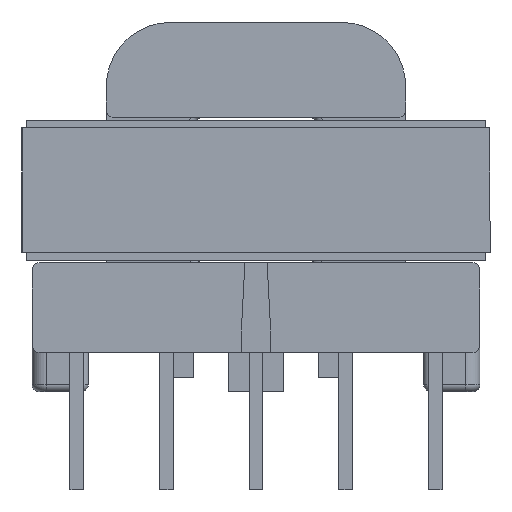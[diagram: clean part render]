
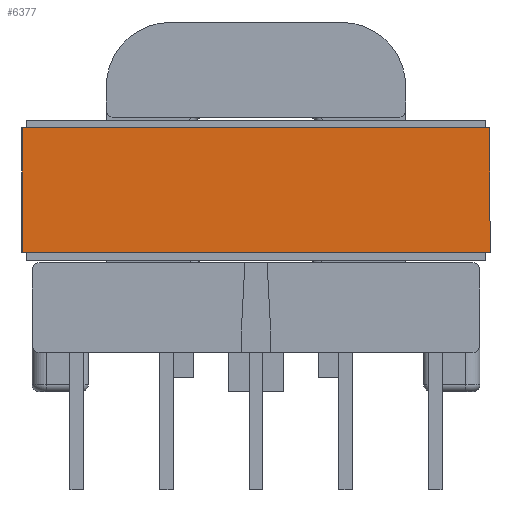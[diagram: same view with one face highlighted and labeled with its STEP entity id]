
A CAD part, left-side view. The second image highlights one B-rep face of the part: STEP entity #6377.
In plain terms, the highlighted planar face has unit normal (-1, 0, 0).
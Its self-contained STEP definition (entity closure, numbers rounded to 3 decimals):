
#636=ORIENTED_EDGE('',*,*,#2534,.F.);
#637=ORIENTED_EDGE('',*,*,#2541,.F.);
#638=ORIENTED_EDGE('',*,*,#2538,.T.);
#639=ORIENTED_EDGE('',*,*,#2542,.T.);
#2534=EDGE_CURVE('',#3496,#3497,#4132,.T.);
#2538=EDGE_CURVE('',#3501,#3500,#4136,.T.);
#2541=EDGE_CURVE('',#3501,#3496,#4139,.T.);
#2542=EDGE_CURVE('',#3500,#3497,#4140,.T.);
#3496=VERTEX_POINT('',#11584);
#3497=VERTEX_POINT('',#11586);
#3500=VERTEX_POINT('',#11593);
#3501=VERTEX_POINT('',#11595);
#4132=LINE('',#11585,#4776);
#4136=LINE('',#11594,#4780);
#4139=LINE('',#11599,#4783);
#4140=LINE('',#11601,#4784);
#4776=VECTOR('',#9714,1000.);
#4780=VECTOR('',#9720,1000.);
#4783=VECTOR('',#9725,1000.);
#4784=VECTOR('',#9728,1000.);
#5393=EDGE_LOOP('',(#636,#637,#638,#639));
#5783=FACE_BOUND('',#5393,.T.);
#6171=PLANE('',#9040);
#6377=ADVANCED_FACE('',(#5783),#6171,.T.);
#9040=AXIS2_PLACEMENT_3D('',#11600,#9726,#9727);
#9714=DIRECTION('',(0.,0.,-1.));
#9720=DIRECTION('',(0.,0.,-1.));
#9725=DIRECTION('',(0.,-1.,0.));
#9726=DIRECTION('',(-1.,0.,0.));
#9727=DIRECTION('',(0.,0.,-1.));
#9728=DIRECTION('',(0.,-1.,0.));
#11584=CARTESIAN_POINT('',(-19.255,4.975,-0.39));
#11585=CARTESIAN_POINT('',(-19.255,4.975,-17.11));
#11586=CARTESIAN_POINT('',(-19.255,4.975,-17.11));
#11593=CARTESIAN_POINT('',(-19.255,9.425,-17.11));
#11594=CARTESIAN_POINT('',(-19.255,9.425,-17.11));
#11595=CARTESIAN_POINT('',(-19.255,9.425,-0.39));
#11599=CARTESIAN_POINT('',(-19.255,9.425,-0.39));
#11600=CARTESIAN_POINT('',(-19.255,9.425,-17.11));
#11601=CARTESIAN_POINT('',(-19.255,9.425,-17.11));
